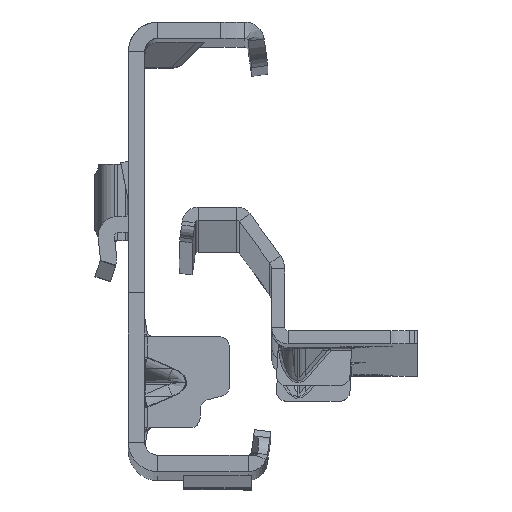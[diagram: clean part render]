
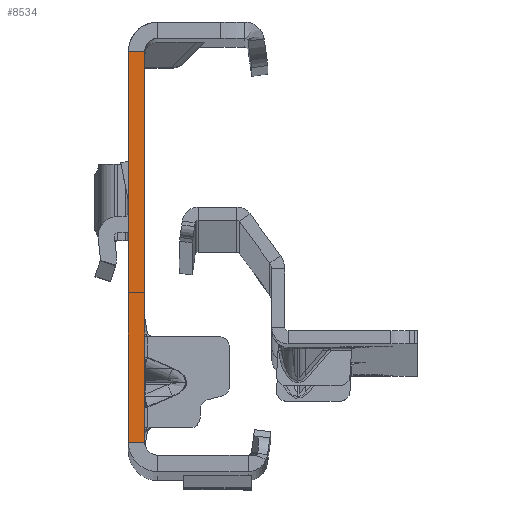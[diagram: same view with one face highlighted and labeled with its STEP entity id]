
A CAD part, top view. The second image highlights one B-rep face of the part: STEP entity #8534.
In plain terms, the highlighted planar face has unit normal (0, 0, 1).
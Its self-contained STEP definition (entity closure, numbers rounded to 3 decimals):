
#204 = DIRECTION ( 'NONE',  ( -1., 0., 0. ) ) ;
#284 = EDGE_CURVE ( 'NONE', #11726, #3222, #11616, .T. ) ;
#307 = CARTESIAN_POINT ( 'NONE',  ( 0., -30., 0. ) ) ;
#330 = LINE ( 'NONE', #7338, #2899 ) ;
#1274 = EDGE_LOOP ( 'NONE', ( #14503, #15475, #4006, #15278 ) ) ;
#1394 = LINE ( 'NONE', #11231, #11376 ) ;
#1422 = VERTEX_POINT ( 'NONE', #7310 ) ;
#1703 = VERTEX_POINT ( 'NONE', #8302 ) ;
#2852 = EDGE_CURVE ( 'NONE', #11726, #1422, #330, .T. ) ;
#2899 = VECTOR ( 'NONE', #5970, 1000. ) ;
#3031 = LINE ( 'NONE', #3119, #17314 ) ;
#3119 = CARTESIAN_POINT ( 'NONE',  ( 0., -30., 0. ) ) ;
#3222 = VERTEX_POINT ( 'NONE', #307 ) ;
#4006 = ORIENTED_EDGE ( 'NONE', *, *, #12611, .T. ) ;
#4862 = CARTESIAN_POINT ( 'NONE',  ( 0., -32., 0. ) ) ;
#5420 = VECTOR ( 'NONE', #17144, 1000. ) ;
#5970 = DIRECTION ( 'NONE',  ( -1., 0., 0. ) ) ;
#6530 = AXIS2_PLACEMENT_3D ( 'NONE', #9695, #9421, #16509 ) ;
#7310 = CARTESIAN_POINT ( 'NONE',  ( -2.5, 30., 0. ) ) ;
#7338 = CARTESIAN_POINT ( 'NONE',  ( 0., 30., 0. ) ) ;
#8302 = CARTESIAN_POINT ( 'NONE',  ( -2.5, -30., 0. ) ) ;
#8534 = ADVANCED_FACE ( 'NONE', ( #16685 ), #15169, .T. ) ;
#8614 = EDGE_CURVE ( 'NONE', #3222, #1703, #3031, .T. ) ;
#9421 = DIRECTION ( 'NONE',  ( 0., 0., 1. ) ) ;
#9571 = CARTESIAN_POINT ( 'NONE',  ( 0., 30., 0. ) ) ;
#9695 = CARTESIAN_POINT ( 'NONE',  ( -2.5, -32., 0. ) ) ;
#11231 = CARTESIAN_POINT ( 'NONE',  ( -2.5, -32., 0. ) ) ;
#11376 = VECTOR ( 'NONE', #12680, 1000. ) ;
#11616 = LINE ( 'NONE', #4862, #5420 ) ;
#11726 = VERTEX_POINT ( 'NONE', #9571 ) ;
#12611 = EDGE_CURVE ( 'NONE', #1422, #1703, #1394, .T. ) ;
#12680 = DIRECTION ( 'NONE',  ( 0., -1., 0. ) ) ;
#14503 = ORIENTED_EDGE ( 'NONE', *, *, #284, .F. ) ;
#15169 = PLANE ( 'NONE',  #6530 ) ;
#15278 = ORIENTED_EDGE ( 'NONE', *, *, #8614, .F. ) ;
#15475 = ORIENTED_EDGE ( 'NONE', *, *, #2852, .T. ) ;
#16509 = DIRECTION ( 'NONE',  ( 1., 0., 0. ) ) ;
#16685 = FACE_OUTER_BOUND ( 'NONE', #1274, .T. ) ;
#17144 = DIRECTION ( 'NONE',  ( 0., -1., 0. ) ) ;
#17314 = VECTOR ( 'NONE', #204, 1000. ) ;
